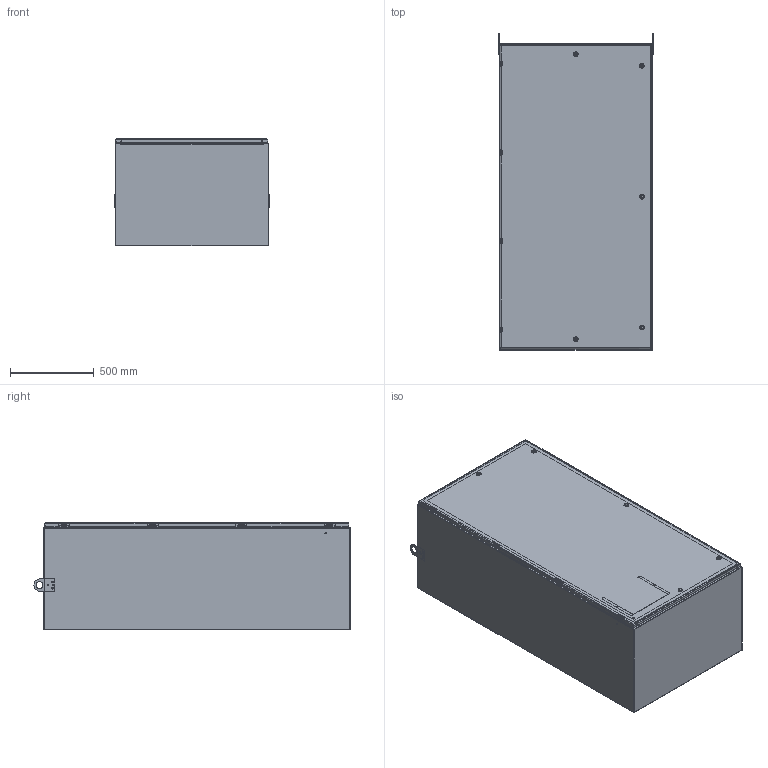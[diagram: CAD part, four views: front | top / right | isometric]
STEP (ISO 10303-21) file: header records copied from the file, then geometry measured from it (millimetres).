
FILE_DESCRIPTION (( 'STEP AP203' ), '1' );
FILE_NAME ('SCE-72EL3624LPLG.step', '2021-02-09T18:19:17', ( 'ADC123' ), ( 'Microsoft' ), 'SwSTEP 2.0', 'SolidWorks 2019', '' );
FILE_SCHEMA (( 'CONFIG_CONTROL_DESIGN' ));
Length unit declared in the file: inch
Products named in the file (1): SCE-72EL3624LPLG
Bounding box: 921.05 x 1887.47 x 641.51 mm (x, y, z)
Surface area: 17752758.5 mm2 (no closed solid volume)
Topology: 0 solids, 112 shells, 5593 faces, 14284 edges, 8931 vertices
Faces by surface type: plane 2661, cylinder 1568, bspline 1170, cone 142, torus 52
Full cylindrical faces by diameter (mm): 1.016 x4, 3.454 x4, 3.962 x4, 3.978 x4, 4.318 x12, 4.369 x8, 4.775 x2, 4.978 x16, 5 x5, 5.182 x8, 5.207 x8, 5.232 x8, 5.5 x5, 5.537 x4, 6.096 x8, 6.198 x8, 6.299 x4, 6.35 x8, 6.363 x2, 6.756 x12, 7.137 x4, 7.874 x6, 7.925 x12, 8.433 x8, 9.296 x8, 9.322 x8, 9.525 x8, 9.55 x6, 9.652 x4, 9.9 x5
Entity records: 229520 total; most frequent: CARTESIAN_POINT 108193, ORIENTED_EDGE 26551, DIRECTION 22033, EDGE_CURVE 13291, VERTEX_POINT 8661, AXIS2_PLACEMENT_3D 7628, VECTOR 6777, LINE 6777
